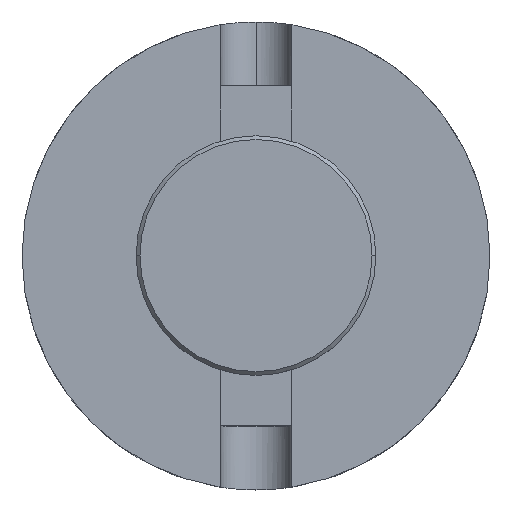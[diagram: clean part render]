
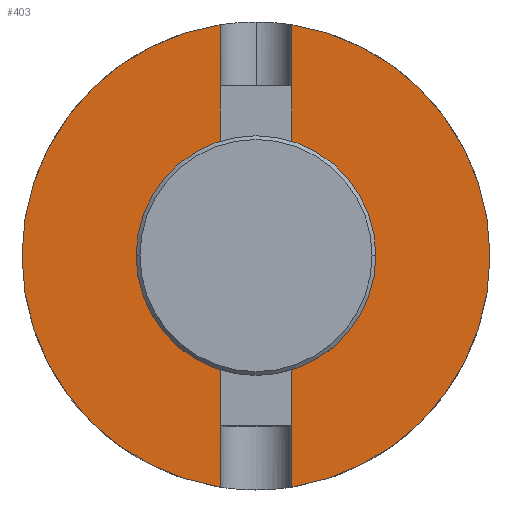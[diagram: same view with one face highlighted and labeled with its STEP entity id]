
A CAD part, top view. The second image highlights one B-rep face of the part: STEP entity #403.
In plain terms, the highlighted planar face has unit normal (0, 0, 1).
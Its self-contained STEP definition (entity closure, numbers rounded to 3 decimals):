
#2 = VECTOR ( 'NONE', #176, 1000. ) ;
#55 = AXIS2_PLACEMENT_3D ( 'NONE', #1465, #129, #1921 ) ;
#74 = VERTEX_POINT ( 'NONE', #1428 ) ;
#78 = ORIENTED_EDGE ( 'NONE', *, *, #1886, .T. ) ;
#82 = ORIENTED_EDGE ( 'NONE', *, *, #1306, .T. ) ;
#122 = ORIENTED_EDGE ( 'NONE', *, *, #1829, .T. ) ;
#129 = DIRECTION ( 'NONE',  ( 0., 0., 1. ) ) ;
#132 = DIRECTION ( 'NONE',  ( 1., 0., 0. ) ) ;
#135 = CARTESIAN_POINT ( 'NONE',  ( 9.525, 26., 101.6 ) ) ;
#138 = CARTESIAN_POINT ( 'NONE',  ( 0., 0., 101.6 ) ) ;
#149 = DIRECTION ( 'NONE',  ( 1., 0., 0. ) ) ;
#176 = DIRECTION ( 'NONE',  ( 0., 1., 0. ) ) ;
#188 = DIRECTION ( 'NONE',  ( 0., 0., 1. ) ) ;
#290 = EDGE_CURVE ( 'NONE', #2538, #457, #1823, .T. ) ;
#308 = CIRCLE ( 'NONE', #886, 25.4 ) ;
#338 = DIRECTION ( 'NONE',  ( 1., 0., 0. ) ) ;
#339 = CIRCLE ( 'NONE', #1501, 61.976 ) ;
#364 = VERTEX_POINT ( 'NONE', #1331 ) ;
#403 = ADVANCED_FACE ( 'NONE', ( #1982, #1443 ), #1509, .T. ) ;
#421 = DIRECTION ( 'NONE',  ( 1., 0., 0. ) ) ;
#424 = VERTEX_POINT ( 'NONE', #1707 ) ;
#433 = AXIS2_PLACEMENT_3D ( 'NONE', #138, #1537, #338 ) ;
#446 = ORIENTED_EDGE ( 'NONE', *, *, #290, .F. ) ;
#457 = VERTEX_POINT ( 'NONE', #1855 ) ;
#488 = CARTESIAN_POINT ( 'NONE',  ( 9.525, 61.24, 101.6 ) ) ;
#505 = CARTESIAN_POINT ( 'NONE',  ( -25.4, 0., 101.6 ) ) ;
#535 = VERTEX_POINT ( 'NONE', #1087 ) ;
#557 = CIRCLE ( 'NONE', #1011, 61.976 ) ;
#589 = EDGE_LOOP ( 'NONE', ( #2048, #2138, #122, #2479, #2255, #82, #709, #1211, #823, #78 ) ) ;
#630 = CARTESIAN_POINT ( 'NONE',  ( 9.525, 61.976, 101.6 ) ) ;
#642 = DIRECTION ( 'NONE',  ( 1., 0., 0. ) ) ;
#650 = CIRCLE ( 'NONE', #433, 61.976 ) ;
#662 = CARTESIAN_POINT ( 'NONE',  ( 9.525, -61.24, 101.6 ) ) ;
#709 = ORIENTED_EDGE ( 'NONE', *, *, #2103, .F. ) ;
#715 = CARTESIAN_POINT ( 'NONE',  ( 0., 26., 101.6 ) ) ;
#806 = AXIS2_PLACEMENT_3D ( 'NONE', #1862, #1618, #132 ) ;
#823 = ORIENTED_EDGE ( 'NONE', *, *, #2569, .T. ) ;
#843 = DIRECTION ( 'NONE',  ( 0., -1., 0. ) ) ;
#853 = DIRECTION ( 'NONE',  ( 0., 0., 1. ) ) ;
#886 = AXIS2_PLACEMENT_3D ( 'NONE', #1947, #2146, #938 ) ;
#938 = DIRECTION ( 'NONE',  ( 1., 0., 0. ) ) ;
#964 = EDGE_CURVE ( 'NONE', #1807, #424, #2332, .T. ) ;
#1011 = AXIS2_PLACEMENT_3D ( 'NONE', #1157, #188, #421 ) ;
#1016 = EDGE_CURVE ( 'NONE', #1838, #535, #1730, .T. ) ;
#1032 = DIRECTION ( 'NONE',  ( -1., 0., 0. ) ) ;
#1046 = DIRECTION ( 'NONE',  ( 1., 0., 0. ) ) ;
#1087 = CARTESIAN_POINT ( 'NONE',  ( -9.525, -61.24, 101.6 ) ) ;
#1096 = LINE ( 'NONE', #2235, #1626 ) ;
#1132 = VECTOR ( 'NONE', #2039, 1000. ) ;
#1157 = CARTESIAN_POINT ( 'NONE',  ( 0., 0., 101.6 ) ) ;
#1161 = CARTESIAN_POINT ( 'NONE',  ( -9.525, 61.24, 101.6 ) ) ;
#1211 = ORIENTED_EDGE ( 'NONE', *, *, #964, .T. ) ;
#1306 = EDGE_CURVE ( 'NONE', #1838, #1905, #2465, .T. ) ;
#1331 = CARTESIAN_POINT ( 'NONE',  ( -9.525, 26., 101.6 ) ) ;
#1342 = VECTOR ( 'NONE', #1046, 1000. ) ;
#1387 = ORIENTED_EDGE ( 'NONE', *, *, #1549, .F. ) ;
#1428 = CARTESIAN_POINT ( 'NONE',  ( -61.976, 0., 101.6 ) ) ;
#1443 = FACE_OUTER_BOUND ( 'NONE', #589, .T. ) ;
#1465 = CARTESIAN_POINT ( 'NONE',  ( 0., 0., 101.6 ) ) ;
#1480 = EDGE_CURVE ( 'NONE', #1548, #364, #2552, .T. ) ;
#1492 = VECTOR ( 'NONE', #1032, 1000. ) ;
#1501 = AXIS2_PLACEMENT_3D ( 'NONE', #2265, #853, #642 ) ;
#1509 = PLANE ( 'NONE',  #1667 ) ;
#1529 = VERTEX_POINT ( 'NONE', #1161 ) ;
#1537 = DIRECTION ( 'NONE',  ( 0., 0., 1. ) ) ;
#1543 = DIRECTION ( 'NONE',  ( 0., 0., 1. ) ) ;
#1548 = VERTEX_POINT ( 'NONE', #135 ) ;
#1549 = EDGE_CURVE ( 'NONE', #457, #2538, #308, .T. ) ;
#1600 = LINE ( 'NONE', #2378, #2 ) ;
#1618 = DIRECTION ( 'NONE',  ( 0., 0., 1. ) ) ;
#1626 = VECTOR ( 'NONE', #1991, 1000. ) ;
#1652 = CARTESIAN_POINT ( 'NONE',  ( -9.525, -26., 101.6 ) ) ;
#1667 = AXIS2_PLACEMENT_3D ( 'NONE', #2352, #1543, #149 ) ;
#1686 = VECTOR ( 'NONE', #843, 1000. ) ;
#1707 = CARTESIAN_POINT ( 'NONE',  ( 61.976, 0., 101.6 ) ) ;
#1730 = LINE ( 'NONE', #2104, #1132 ) ;
#1748 = LINE ( 'NONE', #630, #1686 ) ;
#1807 = VERTEX_POINT ( 'NONE', #662 ) ;
#1823 = CIRCLE ( 'NONE', #55, 25.4 ) ;
#1829 = EDGE_CURVE ( 'NONE', #1529, #74, #339, .T. ) ;
#1838 = VERTEX_POINT ( 'NONE', #1652 ) ;
#1855 = CARTESIAN_POINT ( 'NONE',  ( 25.4, 0., 101.6 ) ) ;
#1862 = CARTESIAN_POINT ( 'NONE',  ( 0., 0., 101.6 ) ) ;
#1886 = EDGE_CURVE ( 'NONE', #2488, #1548, #1748, .T. ) ;
#1905 = VERTEX_POINT ( 'NONE', #2036 ) ;
#1921 = DIRECTION ( 'NONE',  ( 1., 0., 0. ) ) ;
#1947 = CARTESIAN_POINT ( 'NONE',  ( 0., 0., 101.6 ) ) ;
#1982 = FACE_BOUND ( 'NONE', #2555, .T. ) ;
#1991 = DIRECTION ( 'NONE',  ( 0., 1., 0. ) ) ;
#2036 = CARTESIAN_POINT ( 'NONE',  ( 9.525, -26., 101.6 ) ) ;
#2039 = DIRECTION ( 'NONE',  ( 0., -1., 0. ) ) ;
#2048 = ORIENTED_EDGE ( 'NONE', *, *, #1480, .T. ) ;
#2100 = CARTESIAN_POINT ( 'NONE',  ( 0., -26., 101.6 ) ) ;
#2103 = EDGE_CURVE ( 'NONE', #1807, #1905, #1600, .T. ) ;
#2104 = CARTESIAN_POINT ( 'NONE',  ( -9.525, 61.976, 101.6 ) ) ;
#2138 = ORIENTED_EDGE ( 'NONE', *, *, #2344, .T. ) ;
#2146 = DIRECTION ( 'NONE',  ( 0., 0., 1. ) ) ;
#2235 = CARTESIAN_POINT ( 'NONE',  ( -9.525, 61.976, 101.6 ) ) ;
#2255 = ORIENTED_EDGE ( 'NONE', *, *, #1016, .F. ) ;
#2265 = CARTESIAN_POINT ( 'NONE',  ( 0., 0., 101.6 ) ) ;
#2332 = CIRCLE ( 'NONE', #806, 61.976 ) ;
#2344 = EDGE_CURVE ( 'NONE', #364, #1529, #1096, .T. ) ;
#2352 = CARTESIAN_POINT ( 'NONE',  ( 0., 61.976, 101.6 ) ) ;
#2359 = EDGE_CURVE ( 'NONE', #74, #535, #557, .T. ) ;
#2378 = CARTESIAN_POINT ( 'NONE',  ( 9.525, 61.976, 101.6 ) ) ;
#2465 = LINE ( 'NONE', #2100, #1342 ) ;
#2479 = ORIENTED_EDGE ( 'NONE', *, *, #2359, .T. ) ;
#2488 = VERTEX_POINT ( 'NONE', #488 ) ;
#2538 = VERTEX_POINT ( 'NONE', #505 ) ;
#2552 = LINE ( 'NONE', #715, #1492 ) ;
#2555 = EDGE_LOOP ( 'NONE', ( #1387, #446 ) ) ;
#2569 = EDGE_CURVE ( 'NONE', #424, #2488, #650, .T. ) ;
